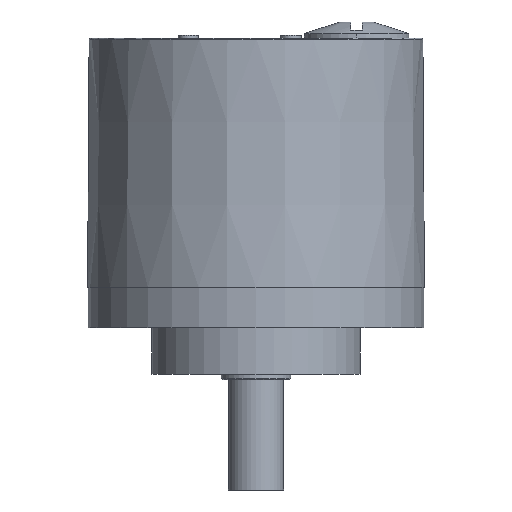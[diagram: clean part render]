
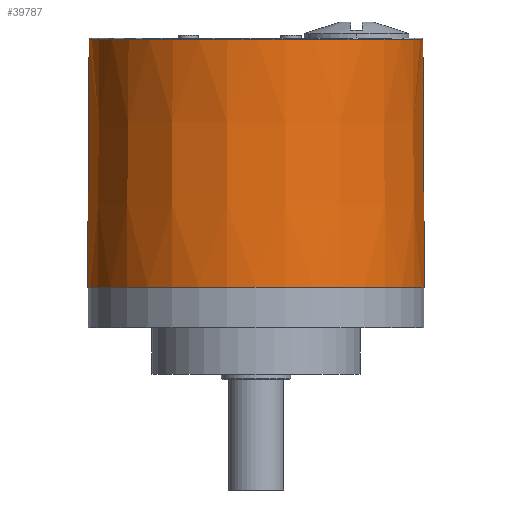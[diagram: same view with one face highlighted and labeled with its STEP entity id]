
A CAD part, front view. The second image highlights one B-rep face of the part: STEP entity #39787.
In plain terms, the highlighted conical face has half-angle 0.35 degrees and reference radius 29.076 mm.
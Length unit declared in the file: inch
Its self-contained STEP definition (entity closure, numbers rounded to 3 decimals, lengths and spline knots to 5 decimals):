
#152 = CARTESIAN_POINT ( 'NONE',  ( 0., 0., 2.27564 ) ) ;
#354 = EDGE_LOOP ( 'NONE', ( #46391, #40472, #6042, #6356, #13601 ) ) ;
#3078 = CARTESIAN_POINT ( 'NONE',  ( -1.13441, 0., 2.27564 ) ) ;
#4479 = EDGE_CURVE ( 'NONE', #19679, #53295, #21338, .T. ) ;
#5576 = CARTESIAN_POINT ( 'NONE',  ( -1.14471, 0., 0.59055 ) ) ;
#6042 = ORIENTED_EDGE ( 'NONE', *, *, #4479, .T. ) ;
#6356 = ORIENTED_EDGE ( 'NONE', *, *, #43456, .T. ) ;
#8626 = VECTOR ( 'NONE', #46736, 39.37008 ) ;
#9933 = VERTEX_POINT ( 'NONE', #53034 ) ;
#12149 = FACE_OUTER_BOUND ( 'NONE', #354, .T. ) ;
#13601 = ORIENTED_EDGE ( 'NONE', *, *, #43463, .T. ) ;
#16076 = EDGE_CURVE ( 'NONE', #22627, #9933, #46152, .T. ) ;
#19679 = VERTEX_POINT ( 'NONE', #45547 ) ;
#21168 = EDGE_CURVE ( 'NONE', #22627, #19679, #42860, .T. ) ;
#21338 = CIRCLE ( 'NONE', #41008, 1.13441 ) ;
#22627 = VERTEX_POINT ( 'NONE', #54316 ) ;
#26652 = DIRECTION ( 'NONE',  ( 0., 0., 1. ) ) ;
#27191 = DIRECTION ( 'NONE',  ( -0.006, 0., -1. ) ) ;
#29271 = DIRECTION ( 'NONE',  ( -1., 0., 0. ) ) ;
#29835 = DIRECTION ( 'NONE',  ( 0., 0., -1. ) ) ;
#30308 = AXIS2_PLACEMENT_3D ( 'NONE', #152, #47341, #51289 ) ;
#31241 = CARTESIAN_POINT ( 'NONE',  ( 0., 0., 2.27564 ) ) ;
#31426 = CARTESIAN_POINT ( 'NONE',  ( 0., 0., 0.59055 ) ) ;
#38292 = CARTESIAN_POINT ( 'NONE',  ( -1.14471, 0., 0.59055 ) ) ;
#39787 = ADVANCED_FACE ( 'NONE', ( #12149 ), #51701, .T. ) ;
#40129 = CIRCLE ( 'NONE', #44626, 1.14471 ) ;
#40211 = DIRECTION ( 'NONE',  ( 0., 0., -1. ) ) ;
#40472 = ORIENTED_EDGE ( 'NONE', *, *, #21168, .T. ) ;
#41008 = AXIS2_PLACEMENT_3D ( 'NONE', #31241, #40211, #48390 ) ;
#41931 = CARTESIAN_POINT ( 'NONE',  ( 1.14471, 0., 0.59055 ) ) ;
#42860 = CIRCLE ( 'NONE', #30308, 1.13441 ) ;
#43456 = EDGE_CURVE ( 'NONE', #53295, #45594, #48002, .T. ) ;
#43463 = EDGE_CURVE ( 'NONE', #45594, #9933, #40129, .T. ) ;
#44626 = AXIS2_PLACEMENT_3D ( 'NONE', #31426, #26652, #51961 ) ;
#45547 = CARTESIAN_POINT ( 'NONE',  ( -1.1344, -0.00631, 2.27564 ) ) ;
#45594 = VERTEX_POINT ( 'NONE', #38292 ) ;
#46152 = LINE ( 'NONE', #41931, #8626 ) ;
#46313 = AXIS2_PLACEMENT_3D ( 'NONE', #51223, #29835, #29271 ) ;
#46391 = ORIENTED_EDGE ( 'NONE', *, *, #16076, .F. ) ;
#46736 = DIRECTION ( 'NONE',  ( 0.006, 0., -1. ) ) ;
#47341 = DIRECTION ( 'NONE',  ( 0., 0., -1. ) ) ;
#48002 = LINE ( 'NONE', #5576, #49107 ) ;
#48390 = DIRECTION ( 'NONE',  ( -1., 0., 0. ) ) ;
#49107 = VECTOR ( 'NONE', #27191, 39.37008 ) ;
#51223 = CARTESIAN_POINT ( 'NONE',  ( 0., 0., 0.59055 ) ) ;
#51289 = DIRECTION ( 'NONE',  ( -1., 0., 0. ) ) ;
#51701 = CONICAL_SURFACE ( 'NONE', #46313, 1.14471, 0.006 ) ;
#51961 = DIRECTION ( 'NONE',  ( -1., 0., 0. ) ) ;
#53034 = CARTESIAN_POINT ( 'NONE',  ( 1.14471, 0., 0.59055 ) ) ;
#53295 = VERTEX_POINT ( 'NONE', #3078 ) ;
#54316 = CARTESIAN_POINT ( 'NONE',  ( 1.13441, 0., 2.27564 ) ) ;
